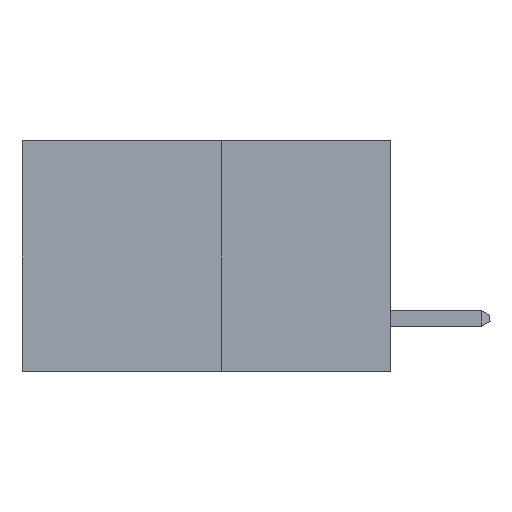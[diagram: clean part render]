
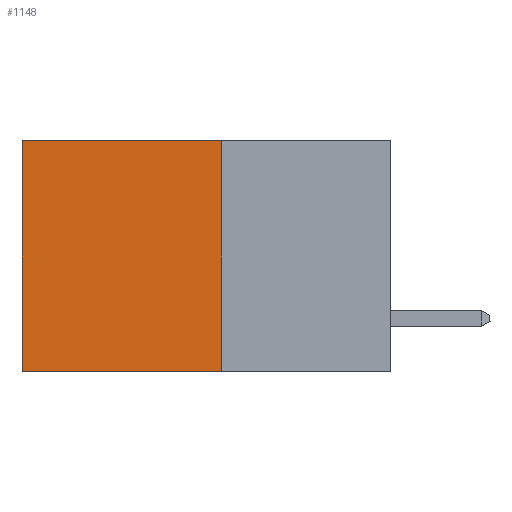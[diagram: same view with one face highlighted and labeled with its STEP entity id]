
A CAD part, left-side view. The second image highlights one B-rep face of the part: STEP entity #1148.
In plain terms, the highlighted planar face has unit normal (-1, 0, 0).
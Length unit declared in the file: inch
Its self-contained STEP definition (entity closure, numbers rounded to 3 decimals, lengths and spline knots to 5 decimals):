
#277 = VECTOR ( 'NONE', #25366, 39.37008 ) ;
#950 = DIRECTION ( 'NONE',  ( 0., 1., 0. ) ) ;
#1148 = ADVANCED_FACE ( 'NONE', ( #12585 ), #20567, .F. ) ;
#1629 = EDGE_CURVE ( 'NONE', #22226, #11275, #22946, .T. ) ;
#1868 = EDGE_CURVE ( 'NONE', #19709, #22226, #10181, .T. ) ;
#2672 = EDGE_LOOP ( 'NONE', ( #6559, #11502, #25559, #9340 ) ) ;
#3935 = DIRECTION ( 'NONE',  ( 0., 0., -1. ) ) ;
#4409 = VECTOR ( 'NONE', #17950, 39.37008 ) ;
#5112 = CARTESIAN_POINT ( 'NONE',  ( 0.277, 0.59, -0.37 ) ) ;
#6559 = ORIENTED_EDGE ( 'NONE', *, *, #1629, .T. ) ;
#7933 = DIRECTION ( 'NONE',  ( 0., 0., -1. ) ) ;
#9102 = AXIS2_PLACEMENT_3D ( 'NONE', #22439, #12051, #3935 ) ;
#9147 = EDGE_CURVE ( 'NONE', #19709, #20368, #27692, .T. ) ;
#9340 = ORIENTED_EDGE ( 'NONE', *, *, #1868, .T. ) ;
#9363 = LINE ( 'NONE', #14005, #21047 ) ;
#10181 = LINE ( 'NONE', #26387, #4409 ) ;
#10190 = CARTESIAN_POINT ( 'NONE',  ( 0.277, 0.27, 0. ) ) ;
#11275 = VERTEX_POINT ( 'NONE', #11699 ) ;
#11502 = ORIENTED_EDGE ( 'NONE', *, *, #25077, .F. ) ;
#11699 = CARTESIAN_POINT ( 'NONE',  ( 0.277, 0.59, -0.37 ) ) ;
#12051 = DIRECTION ( 'NONE',  ( 1., 0., 0. ) ) ;
#12585 = FACE_OUTER_BOUND ( 'NONE', #2672, .T. ) ;
#14005 = CARTESIAN_POINT ( 'NONE',  ( 0.277, 0.27, -0.37 ) ) ;
#17950 = DIRECTION ( 'NONE',  ( 0., 1., 0. ) ) ;
#19709 = VERTEX_POINT ( 'NONE', #10190 ) ;
#20368 = VERTEX_POINT ( 'NONE', #23339 ) ;
#20567 = PLANE ( 'NONE',  #9102 ) ;
#21047 = VECTOR ( 'NONE', #950, 39.37008 ) ;
#21056 = CARTESIAN_POINT ( 'NONE',  ( 0.277, 0.27, -0.37 ) ) ;
#22226 = VERTEX_POINT ( 'NONE', #25500 ) ;
#22439 = CARTESIAN_POINT ( 'NONE',  ( 0.277, 0.27, -0.37 ) ) ;
#22525 = VECTOR ( 'NONE', #7933, 39.37008 ) ;
#22946 = LINE ( 'NONE', #5112, #277 ) ;
#23339 = CARTESIAN_POINT ( 'NONE',  ( 0.277, 0.27, -0.37 ) ) ;
#25077 = EDGE_CURVE ( 'NONE', #20368, #11275, #9363, .T. ) ;
#25366 = DIRECTION ( 'NONE',  ( 0., 0., -1. ) ) ;
#25500 = CARTESIAN_POINT ( 'NONE',  ( 0.277, 0.59, 0. ) ) ;
#25559 = ORIENTED_EDGE ( 'NONE', *, *, #9147, .F. ) ;
#26387 = CARTESIAN_POINT ( 'NONE',  ( 0.277, 0.27, 0. ) ) ;
#27692 = LINE ( 'NONE', #21056, #22525 ) ;
